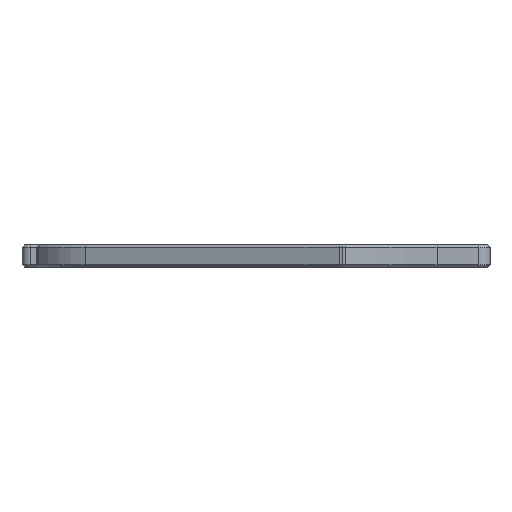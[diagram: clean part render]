
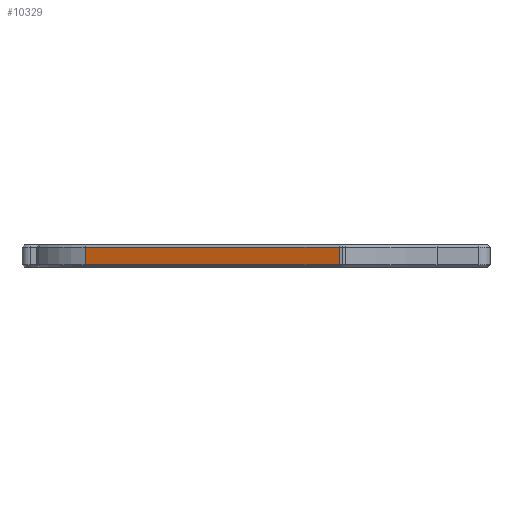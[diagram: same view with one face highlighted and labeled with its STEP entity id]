
A CAD part, left-side view. The second image highlights one B-rep face of the part: STEP entity #10329.
In plain terms, the highlighted planar face has unit normal (-0.94, 0.342, 0).
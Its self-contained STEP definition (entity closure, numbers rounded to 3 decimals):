
#158 = VERTEX_POINT ( 'NONE', #12342 ) ;
#191 = ORIENTED_EDGE ( 'NONE', *, *, #7123, .T. ) ;
#221 = VECTOR ( 'NONE', #3316, 1000. ) ;
#582 = VERTEX_POINT ( 'NONE', #11468 ) ;
#620 = CARTESIAN_POINT ( 'NONE',  ( -61.637, 22.434, 2.5 ) ) ;
#697 = LINE ( 'NONE', #1820, #7423 ) ;
#1432 = PLANE ( 'NONE',  #10901 ) ;
#1820 = CARTESIAN_POINT ( 'NONE',  ( -59.549, 28.171, 2.5 ) ) ;
#2672 = EDGE_CURVE ( 'NONE', #8752, #582, #6659, .T. ) ;
#3029 = CARTESIAN_POINT ( 'NONE',  ( -59.549, 28.171, -2. ) ) ;
#3316 = DIRECTION ( 'NONE',  ( 0.342, 0.94, 0. ) ) ;
#4743 = DIRECTION ( 'NONE',  ( -0.342, -0.94, 0. ) ) ;
#4925 = ORIENTED_EDGE ( 'NONE', *, *, #2672, .T. ) ;
#5393 = CARTESIAN_POINT ( 'NONE',  ( -61.637, 22.434, 2. ) ) ;
#5490 = DIRECTION ( 'NONE',  ( -0.94, 0.342, 0. ) ) ;
#5678 = CARTESIAN_POINT ( 'NONE',  ( -59.549, 28.171, -2. ) ) ;
#5744 = VECTOR ( 'NONE', #8790, 1000. ) ;
#5884 = DIRECTION ( 'NONE',  ( 0., 0., 1. ) ) ;
#6051 = EDGE_CURVE ( 'NONE', #12640, #158, #697, .T. ) ;
#6295 = EDGE_LOOP ( 'NONE', ( #8518, #191, #4925, #7671 ) ) ;
#6659 = LINE ( 'NONE', #12574, #5744 ) ;
#7123 = EDGE_CURVE ( 'NONE', #158, #8752, #10322, .T. ) ;
#7423 = VECTOR ( 'NONE', #5884, 1000. ) ;
#7671 = ORIENTED_EDGE ( 'NONE', *, *, #9233, .T. ) ;
#8518 = ORIENTED_EDGE ( 'NONE', *, *, #6051, .T. ) ;
#8752 = VERTEX_POINT ( 'NONE', #13008 ) ;
#8790 = DIRECTION ( 'NONE',  ( 0., 0., -1. ) ) ;
#9233 = EDGE_CURVE ( 'NONE', #582, #12640, #12797, .T. ) ;
#10322 = LINE ( 'NONE', #5393, #221 ) ;
#10329 = ADVANCED_FACE ( 'NONE', ( #10556 ), #1432, .T. ) ;
#10556 = FACE_OUTER_BOUND ( 'NONE', #6295, .T. ) ;
#10618 = DIRECTION ( 'NONE',  ( -0.342, -0.94, 0. ) ) ;
#10901 = AXIS2_PLACEMENT_3D ( 'NONE', #620, #5490, #10618 ) ;
#11468 = CARTESIAN_POINT ( 'NONE',  ( -38.611, 85.698, -2. ) ) ;
#11852 = VECTOR ( 'NONE', #4743, 1000. ) ;
#12342 = CARTESIAN_POINT ( 'NONE',  ( -59.549, 28.171, 2. ) ) ;
#12574 = CARTESIAN_POINT ( 'NONE',  ( -38.611, 85.698, 2.5 ) ) ;
#12640 = VERTEX_POINT ( 'NONE', #3029 ) ;
#12797 = LINE ( 'NONE', #5678, #11852 ) ;
#13008 = CARTESIAN_POINT ( 'NONE',  ( -38.611, 85.698, 2. ) ) ;
